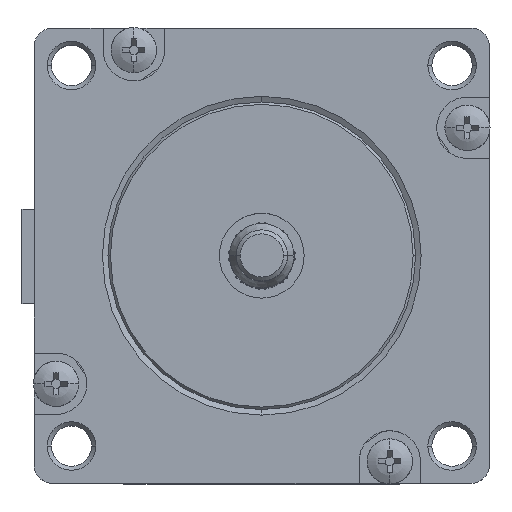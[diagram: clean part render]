
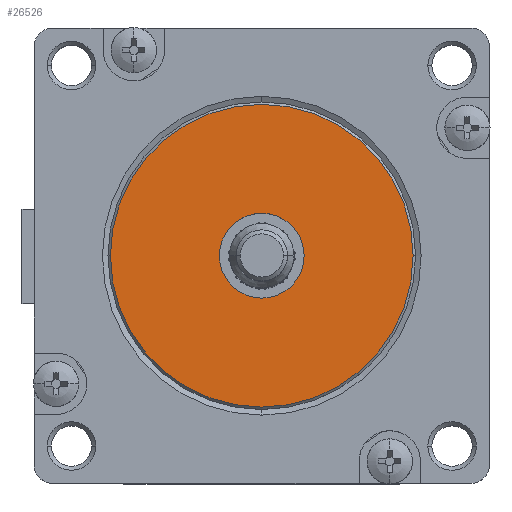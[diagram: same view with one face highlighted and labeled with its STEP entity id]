
A CAD part, top view. The second image highlights one B-rep face of the part: STEP entity #26526.
In plain terms, the highlighted planar face has unit normal (0, 0, 1).
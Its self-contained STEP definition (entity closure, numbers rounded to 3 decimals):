
#1696=CARTESIAN_POINT('',(0.,0.,12.1));
#1697=DIRECTION('',(0.,0.,1.));
#1698=DIRECTION('',(1.,0.,0.));
#1699=AXIS2_PLACEMENT_3D('',#1696,#1697,#1698);
#1701=CARTESIAN_POINT('',(0.,0.,12.1));
#1702=DIRECTION('',(0.,0.,1.));
#1703=DIRECTION('',(-1.,0.,0.));
#1704=AXIS2_PLACEMENT_3D('',#1701,#1702,#1703);
#1706=CARTESIAN_POINT('',(0.,0.,12.1));
#1707=DIRECTION('',(0.,0.,-1.));
#1708=DIRECTION('',(0.,1.,0.));
#1709=AXIS2_PLACEMENT_3D('',#1706,#1707,#1708);
#1711=CARTESIAN_POINT('',(0.,0.,12.1));
#1712=DIRECTION('',(0.,0.,-1.));
#1713=DIRECTION('',(0.,-1.,0.));
#1714=AXIS2_PLACEMENT_3D('',#1711,#1712,#1713);
#19514=CARTESIAN_POINT('',(0.,5.25,12.1));
#19515=CARTESIAN_POINT('',(0.,-5.25,12.1));
#19516=VERTEX_POINT('',#19514);
#19517=VERTEX_POINT('',#19515);
#19598=CARTESIAN_POINT('',(18.75,0.,12.1));
#19599=CARTESIAN_POINT('',(-18.75,0.,12.1));
#19600=VERTEX_POINT('',#19598);
#19601=VERTEX_POINT('',#19599);
#26509=CARTESIAN_POINT('',(0.,0.,12.1));
#26510=DIRECTION('',(0.,0.,1.));
#26511=DIRECTION('',(1.,0.,0.));
#26512=AXIS2_PLACEMENT_3D('',#26509,#26510,#26511);
#26513=PLANE('',#26512);
#26515=ORIENTED_EDGE('',*,*,#26514,.F.);
#26517=ORIENTED_EDGE('',*,*,#26516,.F.);
#26518=EDGE_LOOP('',(#26515,#26517));
#26519=FACE_OUTER_BOUND('',#26518,.F.);
#26521=ORIENTED_EDGE('',*,*,#26520,.F.);
#26523=ORIENTED_EDGE('',*,*,#26522,.F.);
#26524=EDGE_LOOP('',(#26521,#26523));
#26525=FACE_BOUND('',#26524,.F.);
#26526=ADVANCED_FACE('',(#26519,#26525),#26513,.T.);
#1700=CIRCLE('',#1699,18.75);
#1705=CIRCLE('',#1704,18.75);
#1710=CIRCLE('',#1709,5.25);
#1715=CIRCLE('',#1714,5.25);
#26514=EDGE_CURVE('',#19600,#19601,#1700,.T.);
#26516=EDGE_CURVE('',#19601,#19600,#1705,.T.);
#26520=EDGE_CURVE('',#19516,#19517,#1710,.T.);
#26522=EDGE_CURVE('',#19517,#19516,#1715,.T.);
